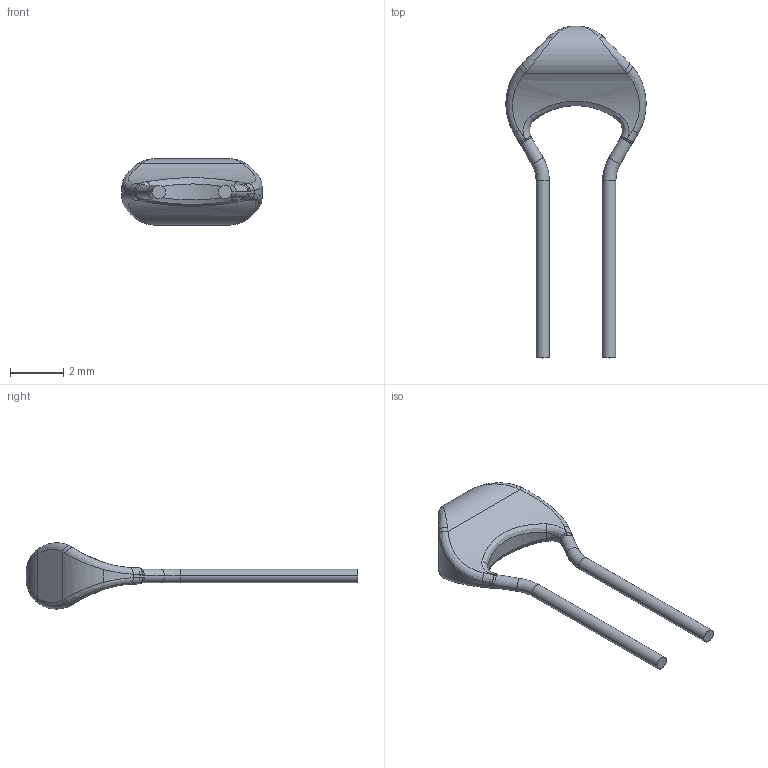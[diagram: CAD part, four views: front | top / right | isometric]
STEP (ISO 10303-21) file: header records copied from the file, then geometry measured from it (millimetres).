
FILE_DESCRIPTION (( 'STEP AP214' ), '1' );
FILE_NAME ('FA18X7R1H224KRU06.STEP', '2022-09-07T10:09:10', ( '' ), ( '' ), 'SwSTEP 2.0', 'SolidWorks 2018', '' );
FILE_SCHEMA (( 'AUTOMOTIVE_DESIGN' ));
Length unit declared in the file: millimetre
Products named in the file (1): FA18X7R1H224KRU06
Bounding box: 5.28 x 12.5 x 2.5 mm (x, y, z)
Volume: 26 mm3; surface area: 77.7 mm2
Topology: 3 solids, 3 shells, 98 faces, 218 edges, 122 vertices
Faces by surface type: cylinder 38, bspline 34, plane 14, torus 12
Entity records: 4428 total; most frequent: CARTESIAN_POINT 1407, ORIENTED_EDGE 428, DIRECTION 356, EDGE_CURVE 214, AXIS2_PLACEMENT_3D 151, VERTEX_POINT 122, UNCERTAINTY_MEASURE_WITH_UNIT 103, STYLED_ITEM 102
